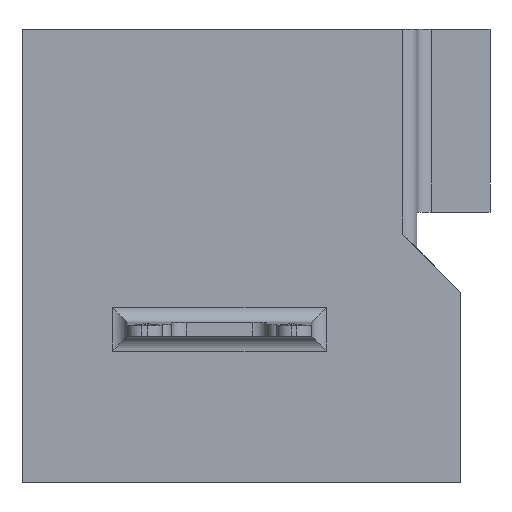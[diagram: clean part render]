
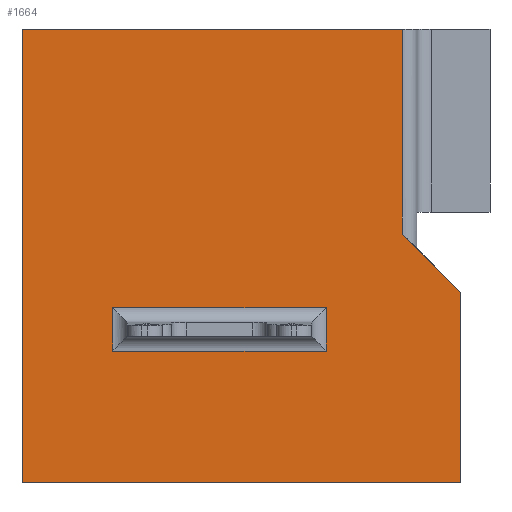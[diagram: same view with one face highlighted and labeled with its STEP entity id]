
A CAD part, left-side view. The second image highlights one B-rep face of the part: STEP entity #1664.
In plain terms, the highlighted planar face has unit normal (-1, 0, 0).
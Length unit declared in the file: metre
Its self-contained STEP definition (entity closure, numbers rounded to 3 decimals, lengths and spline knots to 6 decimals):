
#81=LINE('',#2435,#263);
#83=LINE('',#2439,#265);
#156=LINE('',#2631,#338);
#164=LINE('',#2644,#346);
#165=LINE('',#2647,#347);
#166=LINE('',#2649,#348);
#167=LINE('',#2651,#349);
#168=LINE('',#2652,#350);
#169=LINE('',#2655,#351);
#170=LINE('',#2656,#352);
#263=VECTOR('',#1934,1.);
#265=VECTOR('',#1938,1.);
#338=VECTOR('',#2077,1.);
#346=VECTOR('',#2089,1.);
#347=VECTOR('',#2090,1.);
#348=VECTOR('',#2091,1.);
#349=VECTOR('',#2092,1.);
#350=VECTOR('',#2093,1.);
#351=VECTOR('',#2094,1.);
#352=VECTOR('',#2095,1.);
#572=ORIENTED_EDGE('',*,*,#1044,.T.);
#573=ORIENTED_EDGE('',*,*,#1045,.T.);
#574=ORIENTED_EDGE('',*,*,#1046,.T.);
#575=ORIENTED_EDGE('',*,*,#1047,.T.);
#576=ORIENTED_EDGE('',*,*,#1048,.T.);
#577=ORIENTED_EDGE('',*,*,#1049,.T.);
#578=ORIENTED_EDGE('',*,*,#939,.F.);
#579=ORIENTED_EDGE('',*,*,#937,.T.);
#580=ORIENTED_EDGE('',*,*,#1036,.T.);
#581=ORIENTED_EDGE('',*,*,#1050,.F.);
#937=EDGE_CURVE('',#1183,#1182,#81,.T.);
#939=EDGE_CURVE('',#1183,#1184,#83,.T.);
#1036=EDGE_CURVE('',#1182,#1269,#156,.T.);
#1044=EDGE_CURVE('',#1273,#1274,#164,.F.);
#1045=EDGE_CURVE('',#1274,#1275,#165,.T.);
#1046=EDGE_CURVE('',#1275,#1276,#166,.T.);
#1047=EDGE_CURVE('',#1276,#1273,#167,.T.);
#1048=EDGE_CURVE('',#1277,#1278,#168,.F.);
#1049=EDGE_CURVE('',#1278,#1184,#169,.F.);
#1050=EDGE_CURVE('',#1277,#1269,#170,.T.);
#1182=VERTEX_POINT('',#2434);
#1183=VERTEX_POINT('',#2436);
#1184=VERTEX_POINT('',#2440);
#1269=VERTEX_POINT('',#2630);
#1273=VERTEX_POINT('',#2645);
#1274=VERTEX_POINT('',#2646);
#1275=VERTEX_POINT('',#2648);
#1276=VERTEX_POINT('',#2650);
#1277=VERTEX_POINT('',#2653);
#1278=VERTEX_POINT('',#2654);
#1389=EDGE_LOOP('',(#572,#573,#574,#575));
#1390=EDGE_LOOP('',(#576,#577,#578,#579,#580,#581));
#1498=FACE_BOUND('',#1389,.T.);
#1499=FACE_BOUND('',#1390,.T.);
#1600=PLANE('',#1797);
#1664=ADVANCED_FACE('',(#1498,#1499),#1600,.F.);
#1797=AXIS2_PLACEMENT_3D('',#2643,#2087,#2088);
#1934=DIRECTION('',(0.,0.,-1.));
#1938=DIRECTION('',(0.,-1.,0.));
#2077=DIRECTION('',(0.,-1.,0.));
#2087=DIRECTION('',(1.,0.,0.));
#2088=DIRECTION('',(0.,0.,-1.));
#2089=DIRECTION('',(0.,0.,-1.));
#2090=DIRECTION('',(0.,-1.,0.));
#2091=DIRECTION('',(0.,0.,-1.));
#2092=DIRECTION('',(0.,1.,0.));
#2093=DIRECTION('',(0.,-0.707,-0.707));
#2094=DIRECTION('',(0.,0.,-1.));
#2095=DIRECTION('',(0.,0.,-1.));
#2434=CARTESIAN_POINT('',(-0.037,0.027,0.));
#2435=CARTESIAN_POINT('',(-0.037,0.027,0.062));
#2436=CARTESIAN_POINT('',(-0.037,0.027,0.062));
#2439=CARTESIAN_POINT('',(-0.037,0.,0.062));
#2440=CARTESIAN_POINT('',(-0.037,-0.025,0.062));
#2630=CARTESIAN_POINT('',(-0.037,-0.033,0.));
#2631=CARTESIAN_POINT('',(-0.037,0.,0.));
#2643=CARTESIAN_POINT('',(-0.037,0.,0.062));
#2644=CARTESIAN_POINT('',(-0.037,0.0146,0.022));
#2645=CARTESIAN_POINT('',(-0.037,0.0146,0.018));
#2646=CARTESIAN_POINT('',(-0.037,0.0146,0.023931));
#2647=CARTESIAN_POINT('',(-0.037,-0.0126,0.023931));
#2648=CARTESIAN_POINT('',(-0.037,-0.0146,0.023931));
#2649=CARTESIAN_POINT('',(-0.037,-0.0146,0.062));
#2650=CARTESIAN_POINT('',(-0.037,-0.0146,0.018));
#2651=CARTESIAN_POINT('',(-0.037,0.,0.018));
#2652=CARTESIAN_POINT('',(-0.037,-0.015,0.044));
#2653=CARTESIAN_POINT('',(-0.037,-0.033,0.026));
#2654=CARTESIAN_POINT('',(-0.037,-0.025,0.034));
#2655=CARTESIAN_POINT('',(-0.037,-0.025,0.062));
#2656=CARTESIAN_POINT('',(-0.037,-0.033,0.062));
